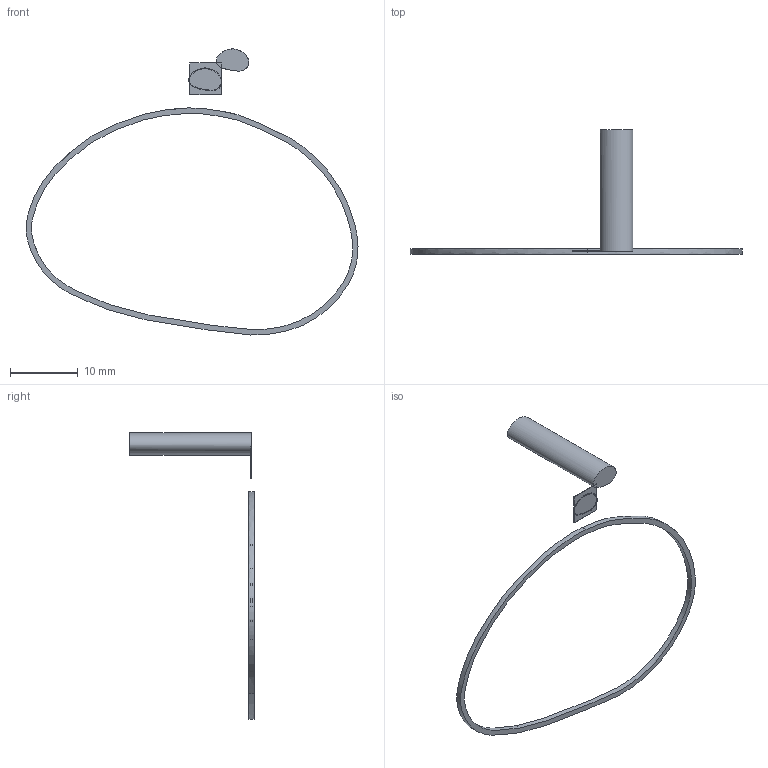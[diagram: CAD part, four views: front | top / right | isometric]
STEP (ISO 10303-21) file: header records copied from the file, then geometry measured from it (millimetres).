
FILE_DESCRIPTION(/* description */ (''),/* implementation_level */ '2;1');
FILE_NAME(/* name */ 'Ausstecher_bild_v2.step',/* time_stamp */ '2025-03-29T15:30:14+01:00',/* author */ (''),/* organization */ (''),/* preprocessor_version */ 'ST-DEVELOPER v20.1',/* originating_system */ 'Autodesk Translation Framework v14.4.0.0',/* authorisation */ '');
FILE_SCHEMA (('AUTOMOTIVE_DESIGN { 1 0 10303 214 3 1 1 }'));
Length unit declared in the file: millimetre
Products named in the file (1): Ausstecher_bild
Bounding box: 49.12 x 18.4 x 42.34 mm (x, y, z)
Volume: 331.2 mm3; surface area: 922.1 mm2
Topology: 5 solids, 5 shells, 27 faces, 51 edges, 34 vertices
Faces by surface type: plane 14, bspline 13
Entity records: 3641 total; most frequent: CARTESIAN_POINT 3142, ORIENTED_EDGE 102, DIRECTION 55, EDGE_CURVE 51, VERTEX_POINT 34, EDGE_LOOP 33, FACE_OUTER_BOUND 27, ADVANCED_FACE 27
